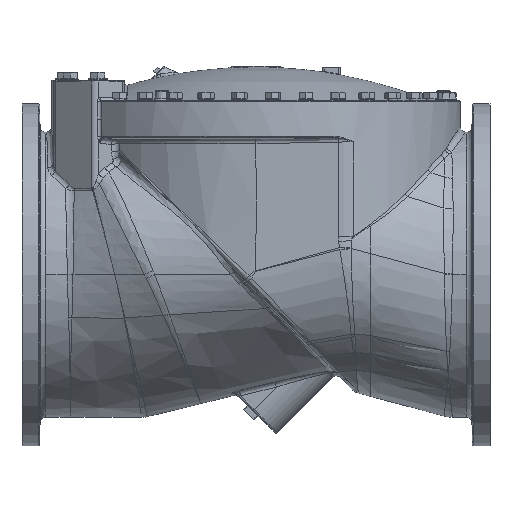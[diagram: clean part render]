
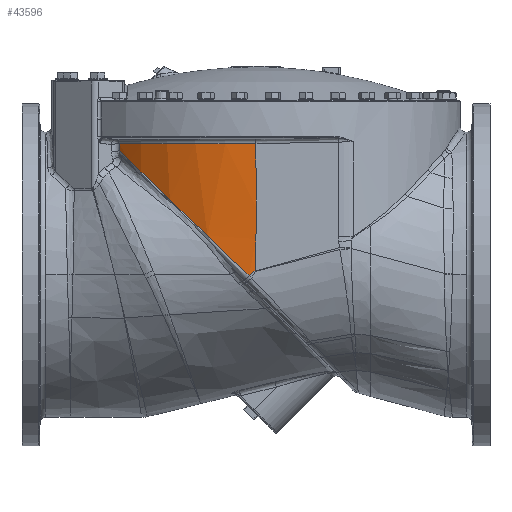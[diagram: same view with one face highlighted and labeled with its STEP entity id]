
A CAD part, top view. The second image highlights one B-rep face of the part: STEP entity #43596.
In plain terms, the highlighted cylindrical face has radius 627.062 mm (diameter 1254.12 mm), a partial arc.
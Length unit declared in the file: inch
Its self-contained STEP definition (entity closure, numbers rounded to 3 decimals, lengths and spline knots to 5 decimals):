
#8551=DIRECTION('',(0.,1.,0.));
#8552=VECTOR('',#8551,0.97924);
#8553=CARTESIAN_POINT('',(-18.4386,16.63995,16.41617));
#8554=LINE('',#8553,#8552);
#8555=CARTESIAN_POINT('',(-18.43644,17.61923,16.4186));
#8556=CARTESIAN_POINT('',(-18.43668,17.61923,16.41833));
#8557=CARTESIAN_POINT('',(-18.43716,17.61923,16.41779));
#8558=CARTESIAN_POINT('',(-18.43788,17.61921,16.41698));
#8559=CARTESIAN_POINT('',(-18.43836,17.6192,16.41644));
#8560=CARTESIAN_POINT('',(-18.4386,17.61919,16.41617));
#8562=CARTESIAN_POINT('',(0.,17.61923,0.));
#8563=DIRECTION('',(0.,-1.,0.));
#8564=DIRECTION('',(0.,0.,1.));
#8565=AXIS2_PLACEMENT_3D('',#8562,#8563,#8564);
#8567=CARTESIAN_POINT('',(-0.94022,-0.14964,
24.66959));
#8568=CARTESIAN_POINT('',(-0.90819,-0.12497,
24.67081));
#8569=CARTESIAN_POINT('',(-0.84653,-0.07747,
24.67304));
#8570=CARTESIAN_POINT('',(-0.76154,-0.01201,
24.6758));
#8571=CARTESIAN_POINT('',(-0.68312,0.04832,
24.67809));
#8572=CARTESIAN_POINT('',(-0.61077,0.10389,
24.67998));
#8573=CARTESIAN_POINT('',(-0.54397,0.15504,
24.68153));
#8574=CARTESIAN_POINT('',(-0.48227,0.20209,
24.68281));
#8575=CARTESIAN_POINT('',(-0.42531,0.24527,
24.68386));
#8576=CARTESIAN_POINT('',(-0.37275,0.28478,
24.6847));
#8577=CARTESIAN_POINT('',(-0.3243,0.32079,
24.68538));
#8578=CARTESIAN_POINT('',(-0.2797,0.35341,
24.68593));
#8579=CARTESIAN_POINT('',(-0.23871,0.38275,
24.68636));
#8580=CARTESIAN_POINT('',(-0.20112,0.40886,
24.68669));
#8581=CARTESIAN_POINT('',(-0.16672,0.43177,
24.68694));
#8582=CARTESIAN_POINT('',(-0.1353,0.45152,
24.68714));
#8583=CARTESIAN_POINT('',(-0.10671,0.46814,
24.68727));
#8584=CARTESIAN_POINT('',(-0.08076,0.48171,
24.68737));
#8585=CARTESIAN_POINT('',(-0.0573,0.49237,
24.68744));
#8586=CARTESIAN_POINT('',(-0.03628,0.50038,
24.68748));
#8587=CARTESIAN_POINT('',(-0.01726,0.50623,
24.6875));
#8588=CARTESIAN_POINT('',(-0.00557,0.50902,
24.6875));
#8589=CARTESIAN_POINT('',(-0.00002,0.51012,
24.6875));
#8591=CARTESIAN_POINT('',(-0.94022,-0.14964,
24.66959));
#8592=CARTESIAN_POINT('',(-1.15592,0.05732,
24.66137));
#8593=CARTESIAN_POINT('',(-1.58681,0.47075,
24.63928));
#8594=CARTESIAN_POINT('',(-2.23156,1.08939,24.58927));
#8595=CARTESIAN_POINT('',(-2.87383,1.70565,24.52249));
#8596=CARTESIAN_POINT('',(-3.51298,2.31891,24.4391));
#8597=CARTESIAN_POINT('',(-4.14832,2.92851,24.3393));
#8598=CARTESIAN_POINT('',(-4.77917,3.53381,24.22331));
#8599=CARTESIAN_POINT('',(-5.40488,4.13417,24.0914));
#8600=CARTESIAN_POINT('',(-6.02482,4.729,23.94387));
#8601=CARTESIAN_POINT('',(-6.63844,5.31777,23.78103));
#8602=CARTESIAN_POINT('',(-7.24518,5.89993,23.60323));
#8603=CARTESIAN_POINT('',(-7.84452,6.475,23.41084));
#8604=CARTESIAN_POINT('',(-8.43596,7.04247,23.20425));
#8605=CARTESIAN_POINT('',(-9.01899,7.60189,22.98389));
#8606=CARTESIAN_POINT('',(-9.59315,8.15279,22.7502));
#8607=CARTESIAN_POINT('',(-10.15799,8.69475,22.50364));
#8608=CARTESIAN_POINT('',(-10.71309,9.22736,22.2447));
#8609=CARTESIAN_POINT('',(-11.2581,9.7503,21.97386));
#8610=CARTESIAN_POINT('',(-11.7927,10.26324,21.69161));
#8611=CARTESIAN_POINT('',(-12.3166,10.76592,21.39844));
#8612=CARTESIAN_POINT('',(-12.82961,11.25815,21.09482));
#8613=CARTESIAN_POINT('',(-13.3315,11.73971,20.78124));
#8614=CARTESIAN_POINT('',(-13.82208,12.21042,20.45817));
#8615=CARTESIAN_POINT('',(-14.30118,12.67012,20.12613));
#8616=CARTESIAN_POINT('',(-14.76863,13.11863,19.78562));
#8617=CARTESIAN_POINT('',(-15.22428,13.55583,19.43715));
#8618=CARTESIAN_POINT('',(-15.66805,13.98162,19.08119));
#8619=CARTESIAN_POINT('',(-16.09988,14.39595,18.71822));
#8620=CARTESIAN_POINT('',(-16.51974,14.79881,18.34869));
#8621=CARTESIAN_POINT('',(-16.92765,15.1902,17.973));
#8622=CARTESIAN_POINT('',(-17.32364,15.57014,17.59159));
#8623=CARTESIAN_POINT('',(-17.70775,15.9387,17.20484));
#8624=CARTESIAN_POINT('',(-18.08003,16.2959,16.81314));
#8625=CARTESIAN_POINT('',(-18.32038,16.52651,16.54895));
#8626=CARTESIAN_POINT('',(-18.4386,16.63995,16.41617));
#15080=CARTESIAN_POINT('',(-0.94022,-0.14964,
24.66959));
#16925=DIRECTION('',(0.,1.,0.));
#16926=VECTOR('',#16925,17.10911);
#16927=CARTESIAN_POINT('',(-0.00002,0.51012,
24.6875));
#16928=LINE('',#16927,#16926);
#33614=CARTESIAN_POINT('',(-0.00009,17.61923,
24.6875));
#33616=VERTEX_POINT('',#33614);
#33666=CARTESIAN_POINT('',(0.,0.51012,
24.6875));
#33668=VERTEX_POINT('',#33666);
#33675=VERTEX_POINT('',#15080);
#33813=CARTESIAN_POINT('',(-18.4386,16.63995,
16.41617));
#33814=CARTESIAN_POINT('',(-18.4386,17.61919,
16.41617));
#33815=VERTEX_POINT('',#33813);
#33816=VERTEX_POINT('',#33814);
#33883=CARTESIAN_POINT('',(-18.43644,17.61923,
16.4186));
#33885=VERTEX_POINT('',#33883);
#43579=CARTESIAN_POINT('',(0.,-3.125,0.));
#43580=DIRECTION('',(0.,1.,0.));
#43581=DIRECTION('',(1.,0.,0.));
#43582=AXIS2_PLACEMENT_3D('',#43579,#43580,#43581);
#43583=CYLINDRICAL_SURFACE('',#43582,24.6875);
#43584=ORIENTED_EDGE('',*,*,#43570,.T.);
#43586=ORIENTED_EDGE('',*,*,#43585,.F.);
#43588=ORIENTED_EDGE('',*,*,#43587,.F.);
#43590=ORIENTED_EDGE('',*,*,#43589,.F.);
#43592=ORIENTED_EDGE('',*,*,#43591,.F.);
#43593=ORIENTED_EDGE('',*,*,#43506,.T.);
#43594=EDGE_LOOP('',(#43584,#43586,#43588,#43590,#43592,#43593));
#43595=FACE_OUTER_BOUND('',#43594,.F.);
#43596=ADVANCED_FACE('',(#43595),#43583,.T.);
#8561=B_SPLINE_CURVE_WITH_KNOTS('',3,(#8555,#8556,#8557,#8558,#8559,#8560),
.UNSPECIFIED.,.F.,.F.,(4,1,1,4),(0.,0.33333,0.66667,1.),
.UNSPECIFIED.);
#8566=CIRCLE('',#8565,24.6875);
#8590=B_SPLINE_CURVE_WITH_KNOTS('',3,(#8567,#8568,#8569,#8570,#8571,#8572,#8573,
#8574,#8575,#8576,#8577,#8578,#8579,#8580,#8581,#8582,#8583,#8584,#8585,#8586,
#8587,#8588,#8589),.UNSPECIFIED.,.F.,.F.,(4,1,1,1,1,1,1,1,1,1,1,1,1,1,1,1,1,1,1,
1,4),(0.,0.05,0.1,0.15,0.2,0.25,0.3,0.35,0.4,0.45,0.5,
0.55,0.6,0.65,0.7,0.75,0.8,0.85,0.9,0.95,1.),.UNSPECIFIED.);
#8627=B_SPLINE_CURVE_WITH_KNOTS('',3,(#8591,#8592,#8593,#8594,#8595,#8596,#8597,
#8598,#8599,#8600,#8601,#8602,#8603,#8604,#8605,#8606,#8607,#8608,#8609,#8610,
#8611,#8612,#8613,#8614,#8615,#8616,#8617,#8618,#8619,#8620,#8621,#8622,#8623,
#8624,#8625,#8626),.UNSPECIFIED.,.F.,.F.,(4,1,1,1,1,1,1,1,1,1,1,1,1,1,1,1,1,1,1,
1,1,1,1,1,1,1,1,1,1,1,1,1,1,4),(0.,0.0303,0.06061,
0.09091,0.12121,0.15152,0.18182,
0.21212,0.24242,0.27273,0.30303,
0.33333,0.36364,0.39394,0.42424,
0.45455,0.48485,0.51515,0.54545,
0.57576,0.60606,0.63636,0.66667,
0.69697,0.72727,0.75758,0.78788,
0.81818,0.84848,0.87879,0.90909,
0.93939,0.9697,1.),.UNSPECIFIED.);
#43506=EDGE_CURVE('',#33675,#33815,#8627,.T.);
#43570=EDGE_CURVE('',#33815,#33816,#8554,.T.);
#43585=EDGE_CURVE('',#33885,#33816,#8561,.T.);
#43587=EDGE_CURVE('',#33616,#33885,#8566,.T.);
#43589=EDGE_CURVE('',#33668,#33616,#16928,.T.);
#43591=EDGE_CURVE('',#33675,#33668,#8590,.T.);
